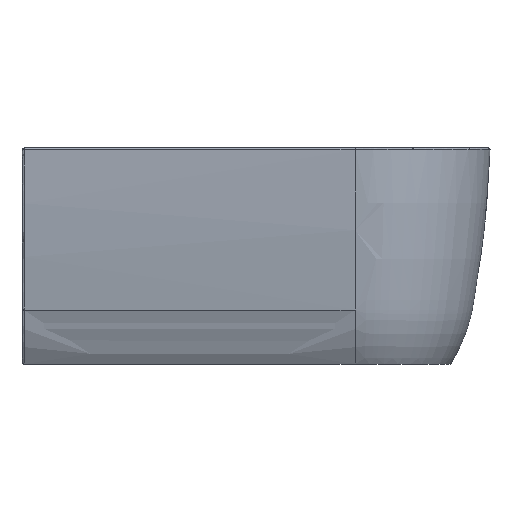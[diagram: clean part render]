
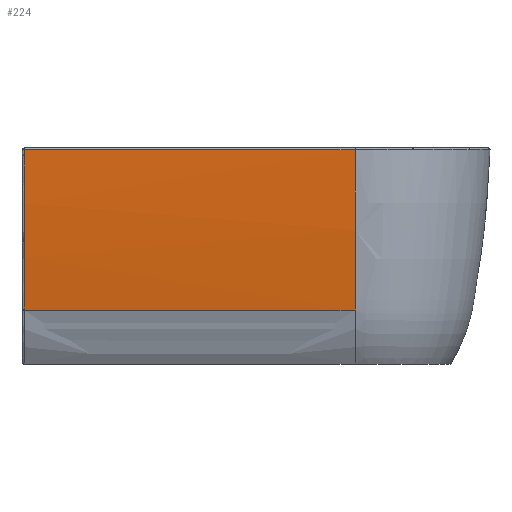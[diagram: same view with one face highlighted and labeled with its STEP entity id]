
A CAD part, front view. The second image highlights one B-rep face of the part: STEP entity #224.
In plain terms, the highlighted cylindrical face has radius 3254.34 mm (diameter 6508.68 mm), a partial arc.
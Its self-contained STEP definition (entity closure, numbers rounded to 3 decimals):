
#87=CYLINDRICAL_SURFACE('',#1514,3254.341);
#224=ADVANCED_FACE('',(#321),#87,.T.);
#321=FACE_OUTER_BOUND('',#422,.T.);
#422=EDGE_LOOP('',(#994,#995,#996,#997));
#567=B_SPLINE_CURVE_WITH_KNOTS('',3,(#24498,#24499,#24500,#24501,#24502,
#24503,#24504,#24505,#24506,#24507,#24508),.UNSPECIFIED.,.F.,.F.,(4,1,1,
1,1,1,1,1,4),(0.,0.333,0.505,0.676,0.848,
0.934,0.977,0.999,1.),.UNSPECIFIED.);
#606=LINE('',#24511,#636);
#607=LINE('',#24515,#637);
#636=VECTOR('',#1678,1.);
#637=VECTOR('',#1681,1.);
#994=ORIENTED_EDGE('',*,*,#1385,.F.);
#995=ORIENTED_EDGE('',*,*,#1386,.T.);
#996=ORIENTED_EDGE('',*,*,#1387,.T.);
#997=ORIENTED_EDGE('',*,*,#1388,.T.);
#1189=VERTEX_POINT('',#24509);
#1190=VERTEX_POINT('',#24510);
#1191=VERTEX_POINT('',#24512);
#1192=VERTEX_POINT('',#24514);
#1385=EDGE_CURVE('',#1189,#1190,#567,.T.);
#1386=EDGE_CURVE('',#1189,#1191,#606,.T.);
#1387=EDGE_CURVE('',#1191,#1192,#1445,.T.);
#1388=EDGE_CURVE('',#1192,#1190,#607,.T.);
#1445=CIRCLE('',#1513,3254.341);
#1513=AXIS2_PLACEMENT_3D('',#24513,#1679,#1680);
#1514=AXIS2_PLACEMENT_3D('',#24516,#1682,#1683);
#1678=DIRECTION('',(-1.,0.,0.));
#1679=DIRECTION('',(1.,0.,0.));
#1680=DIRECTION('',(0.,0.,1.));
#1681=DIRECTION('',(1.,0.,0.));
#1682=DIRECTION('',(1.,0.,0.));
#1683=DIRECTION('',(0.,0.,-1.));
#24498=CARTESIAN_POINT('',(274.984,-374.898,594.896));
#24499=CARTESIAN_POINT('',(274.984,-373.87,545.356));
#24500=CARTESIAN_POINT('',(274.984,-370.592,470.232));
#24501=CARTESIAN_POINT('',(274.984,-362.712,369.73));
#24502=CARTESIAN_POINT('',(274.984,-354.894,293.245));
#24503=CARTESIAN_POINT('',(274.984,-346.874,229.68));
#24504=CARTESIAN_POINT('',(274.984,-340.474,185.292));
#24505=CARTESIAN_POINT('',(274.984,-337.077,163.128));
#24506=CARTESIAN_POINT('',(274.984,-335.554,153.478));
#24507=CARTESIAN_POINT('',(274.984,-335.025,150.157));
#24508=CARTESIAN_POINT('',(274.984,-335.,150.));
#24509=CARTESIAN_POINT('',(274.984,-374.898,594.896));
#24510=CARTESIAN_POINT('',(274.984,-335.,150.));
#24511=CARTESIAN_POINT('',(-850.,-374.898,594.896));
#24512=CARTESIAN_POINT('',(-644.,-374.898,594.896));
#24513=CARTESIAN_POINT('',(-644.,2878.742,662.444));
#24514=CARTESIAN_POINT('',(-644.,-335.,150.));
#24515=CARTESIAN_POINT('',(-850.,-335.,150.));
#24516=CARTESIAN_POINT('',(-850.,2878.742,662.444));
